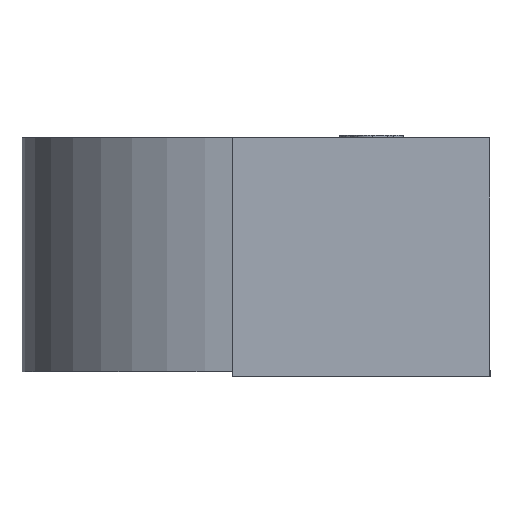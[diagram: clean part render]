
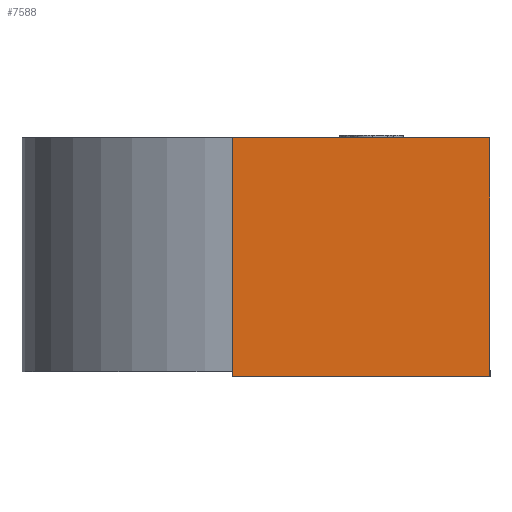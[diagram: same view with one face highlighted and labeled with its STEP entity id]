
A CAD part, left-side view. The second image highlights one B-rep face of the part: STEP entity #7588.
In plain terms, the highlighted planar face has unit normal (-1, 0, 0).
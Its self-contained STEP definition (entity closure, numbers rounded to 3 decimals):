
#181 = VECTOR ( 'NONE', #4231, 1000. ) ;
#228 = ORIENTED_EDGE ( 'NONE', *, *, #11489, .T. ) ;
#363 = CARTESIAN_POINT ( 'NONE',  ( -1.55, 0.005, 0.505 ) ) ;
#545 = AXIS2_PLACEMENT_3D ( 'NONE', #363, #1605, #2863 ) ;
#1605 = DIRECTION ( 'NONE',  ( 1., 0., 0. ) ) ;
#1664 = ORIENTED_EDGE ( 'NONE', *, *, #7697, .F. ) ;
#1856 = VECTOR ( 'NONE', #7581, 1000. ) ;
#2296 = CARTESIAN_POINT ( 'NONE',  ( -1.55, -1.045, 0.505 ) ) ;
#2863 = DIRECTION ( 'NONE',  ( 0., -1., 0. ) ) ;
#3613 = LINE ( 'NONE', #2296, #1856 ) ;
#4193 = FACE_OUTER_BOUND ( 'NONE', #17084, .T. ) ;
#4231 = DIRECTION ( 'NONE',  ( 0., 1., 0. ) ) ;
#4249 = CARTESIAN_POINT ( 'NONE',  ( -1.55, -1.045, 0.485 ) ) ;
#4641 = DIRECTION ( 'NONE',  ( 0., 1., 0. ) ) ;
#5737 = LINE ( 'NONE', #15272, #181 ) ;
#5859 = VERTEX_POINT ( 'NONE', #7437 ) ;
#6053 = CARTESIAN_POINT ( 'NONE',  ( -1.55, -1.045, 1.505 ) ) ;
#6645 = ORIENTED_EDGE ( 'NONE', *, *, #15509, .T. ) ;
#7437 = CARTESIAN_POINT ( 'NONE',  ( -1.55, 0.055, 1.505 ) ) ;
#7581 = DIRECTION ( 'NONE',  ( 0., 0., 1. ) ) ;
#7588 = ADVANCED_FACE ( 'NONE', ( #4193 ), #15140, .F. ) ;
#7697 = EDGE_CURVE ( 'NONE', #9273, #15212, #12530, .T. ) ;
#9273 = VERTEX_POINT ( 'NONE', #4249 ) ;
#9935 = CARTESIAN_POINT ( 'NONE',  ( -1.55, 0.055, 0.485 ) ) ;
#10711 = VERTEX_POINT ( 'NONE', #6053 ) ;
#11306 = CARTESIAN_POINT ( 'NONE',  ( -1.55, -1.045, 0.485 ) ) ;
#11370 = CARTESIAN_POINT ( 'NONE',  ( -1.55, 0.055, 0.505 ) ) ;
#11489 = EDGE_CURVE ( 'NONE', #9273, #10711, #3613, .T. ) ;
#12530 = LINE ( 'NONE', #11306, #14602 ) ;
#13161 = VECTOR ( 'NONE', #15303, 1000. ) ;
#14602 = VECTOR ( 'NONE', #4641, 1000. ) ;
#15140 = PLANE ( 'NONE',  #545 ) ;
#15212 = VERTEX_POINT ( 'NONE', #9935 ) ;
#15272 = CARTESIAN_POINT ( 'NONE',  ( -1.55, 0.005, 1.505 ) ) ;
#15303 = DIRECTION ( 'NONE',  ( 0., 0., 1. ) ) ;
#15509 = EDGE_CURVE ( 'NONE', #10711, #5859, #5737, .T. ) ;
#15962 = ORIENTED_EDGE ( 'NONE', *, *, #16683, .F. ) ;
#16440 = LINE ( 'NONE', #11370, #13161 ) ;
#16683 = EDGE_CURVE ( 'NONE', #15212, #5859, #16440, .T. ) ;
#17084 = EDGE_LOOP ( 'NONE', ( #6645, #15962, #1664, #228 ) ) ;
